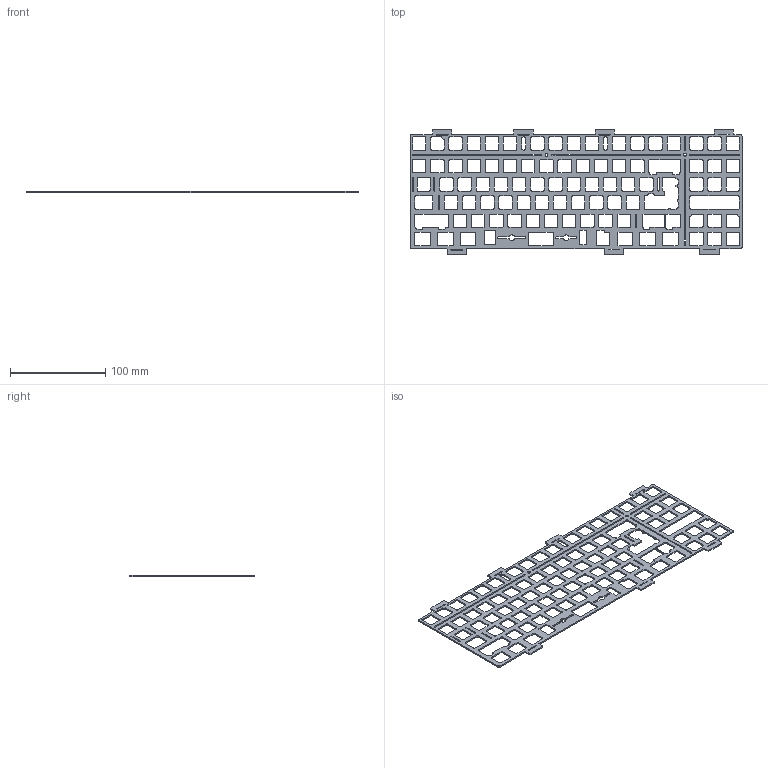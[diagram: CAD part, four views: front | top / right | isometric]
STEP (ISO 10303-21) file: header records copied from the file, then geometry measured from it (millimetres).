
FILE_DESCRIPTION(/* description */ (''),/* implementation_level */ '2;1');
FILE_NAME(/* name */ 'FULL PLATE 87.step',/* time_stamp */ '2023-05-03T18:58:31-04:00',/* author */ (''),/* organization */ (''),/* preprocessor_version */ 'ST-DEVELOPER v19.2',/* originating_system */ 'Autodesk Translation Framework v12.4.0.73',/* authorisation */ '');
FILE_SCHEMA (('AUTOMOTIVE_DESIGN { 1 0 10303 214 3 1 1 }'));
Length unit declared in the file: millimetre
Products named in the file (2): (Unsaved); FULL_PLATE_CW87_V2_FINAL_REVISI (1)
Assembly tree (1 placements, depth 2):
  (Unsaved)
    FULL_PLATE_CW87_V2_FINAL_REVISI (1)
Bounding box: 347.95 x 132 x 1.5 mm (x, y, z)
Volume: 31570.6 mm3; surface area: 53773.8 mm2
Topology: 1 solids, 1 shells, 1064 faces, 3186 edges, 2124 vertices
Faces by surface type: plane 546, cylinder 518
Full cylindrical faces by diameter (mm): 3 x2
Entity records: 36630 total; most frequent: CARTESIAN_POINT 6377, ORIENTED_EDGE 6372, DIRECTION 6356, EDGE_CURVE 3186, LINE 2150, VECTOR 2150, VERTEX_POINT 2124, AXIS2_PLACEMENT_3D 2103
